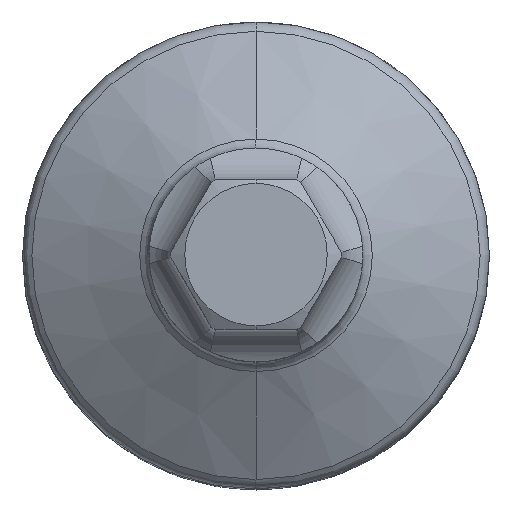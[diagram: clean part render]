
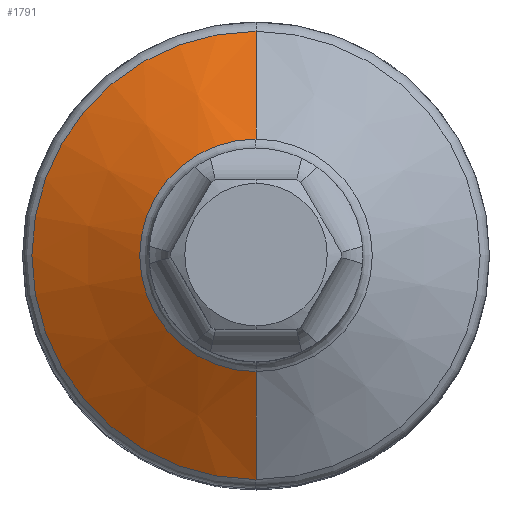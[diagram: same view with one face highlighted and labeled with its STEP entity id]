
A CAD part, top view. The second image highlights one B-rep face of the part: STEP entity #1791.
In plain terms, the highlighted conical face has half-angle 60 degrees and reference radius 9.075 mm.
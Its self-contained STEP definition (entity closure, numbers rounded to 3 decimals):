
#624=CARTESIAN_POINT('',(0.,0.,24.392));
#625=DIRECTION('',(0.,0.,1.));
#626=DIRECTION('',(0.,1.,0.));
#627=AXIS2_PLACEMENT_3D('',#624,#625,#626);
#629=DIRECTION('',(0.,-0.866,0.5));
#630=VECTOR('',#629,6.64);
#631=CARTESIAN_POINT('',(0.,11.95,24.392));
#632=LINE('',#631,#630);
#633=CARTESIAN_POINT('',(0.,0.,27.711));
#634=DIRECTION('',(0.,0.,-1.));
#635=DIRECTION('',(0.,-1.,0.));
#636=AXIS2_PLACEMENT_3D('',#633,#634,#635);
#638=DIRECTION('',(0.,0.866,0.5));
#639=VECTOR('',#638,6.64);
#640=CARTESIAN_POINT('',(0.,-11.95,24.392));
#641=LINE('',#640,#639);
#1264=CARTESIAN_POINT('',(0.,-6.2,27.711));
#1265=CARTESIAN_POINT('',(0.,6.2,27.711));
#1266=VERTEX_POINT('',#1264);
#1267=VERTEX_POINT('',#1265);
#1268=CARTESIAN_POINT('',(0.,11.95,24.392));
#1269=CARTESIAN_POINT('',(0.,-11.95,24.392));
#1270=VERTEX_POINT('',#1268);
#1271=VERTEX_POINT('',#1269);
#1777=CARTESIAN_POINT('',(0.,0.,26.051));
#1778=DIRECTION('',(0.,0.,-1.));
#1779=DIRECTION('',(0.,-1.,0.));
#1780=AXIS2_PLACEMENT_3D('',#1777,#1778,#1779);
#1781=CONICAL_SURFACE('',#1780,9.075,60.);
#1782=ORIENTED_EDGE('',*,*,#1767,.F.);
#1784=ORIENTED_EDGE('',*,*,#1783,.T.);
#1786=ORIENTED_EDGE('',*,*,#1785,.F.);
#1788=ORIENTED_EDGE('',*,*,#1787,.F.);
#1789=EDGE_LOOP('',(#1782,#1784,#1786,#1788));
#1790=FACE_OUTER_BOUND('',#1789,.F.);
#1791=ADVANCED_FACE('',(#1790),#1781,.T.);
#628=CIRCLE('',#627,11.95);
#637=CIRCLE('',#636,6.2);
#1767=EDGE_CURVE('',#1270,#1271,#628,.T.);
#1783=EDGE_CURVE('',#1270,#1267,#632,.T.);
#1785=EDGE_CURVE('',#1266,#1267,#637,.T.);
#1787=EDGE_CURVE('',#1271,#1266,#641,.T.);
